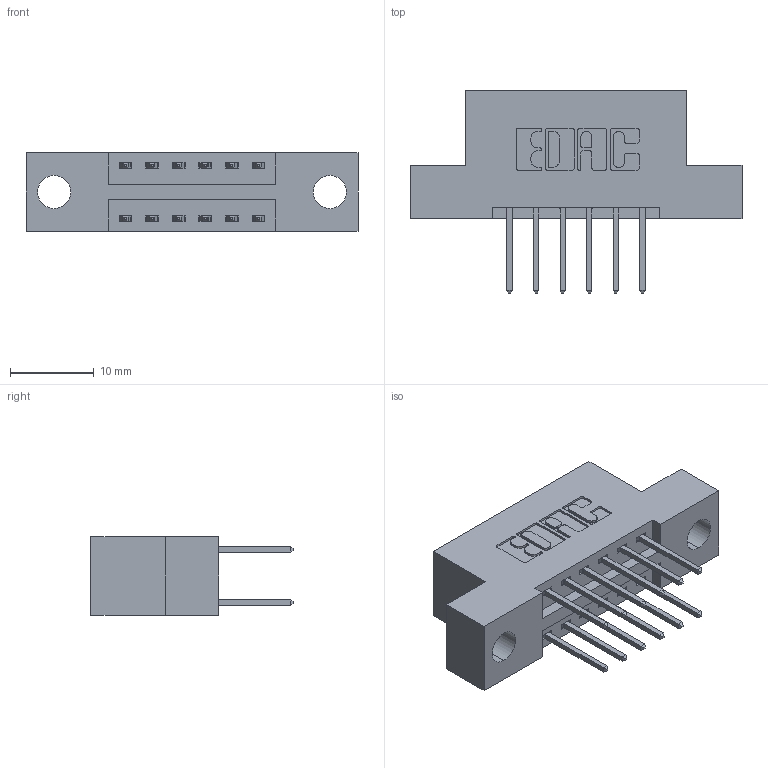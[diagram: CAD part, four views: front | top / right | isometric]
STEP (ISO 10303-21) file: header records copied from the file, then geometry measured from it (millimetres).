
FILE_DESCRIPTION (( 'STEP AP203' ), '1' );
FILE_NAME ('396-012-526-204.STEP', '2018-08-31T06:05:16', ( '' ), ( '' ), 'SwSTEP 2.0', 'SolidWorks 2016', '' );
FILE_SCHEMA (( 'CONFIG_CONTROL_DESIGN' ));
Length unit declared in the file: inch
Products named in the file (3): 346 Part_Flush Mounting Lugs - 0.156 Dia-TH; 345-292-001_345-293-126; 396-012-526-204
Assembly tree (13 placements, depth 2):
  396-012-526-204
    346 Part_Flush Mounting Lugs - 0.156 Dia-TH
    345-292-001_345-293-126  x12
Bounding box: 39.62 x 24.13 x 9.4 mm (x, y, z)
Volume: 3516.1 mm3; surface area: 4168.6 mm2
Topology: 13 solids, 13 shells, 746 faces, 2189 edges, 1442 vertices
Faces by surface type: plane 496, cylinder 250
Entity records: 8783 total; most frequent: CARTESIAN_POINT 1496, ORIENTED_EDGE 1430, DIRECTION 1371, EDGE_CURVE 715, LINE 559, VECTOR 559, VERTEX_POINT 474, AXIS2_PLACEMENT_3D 406
